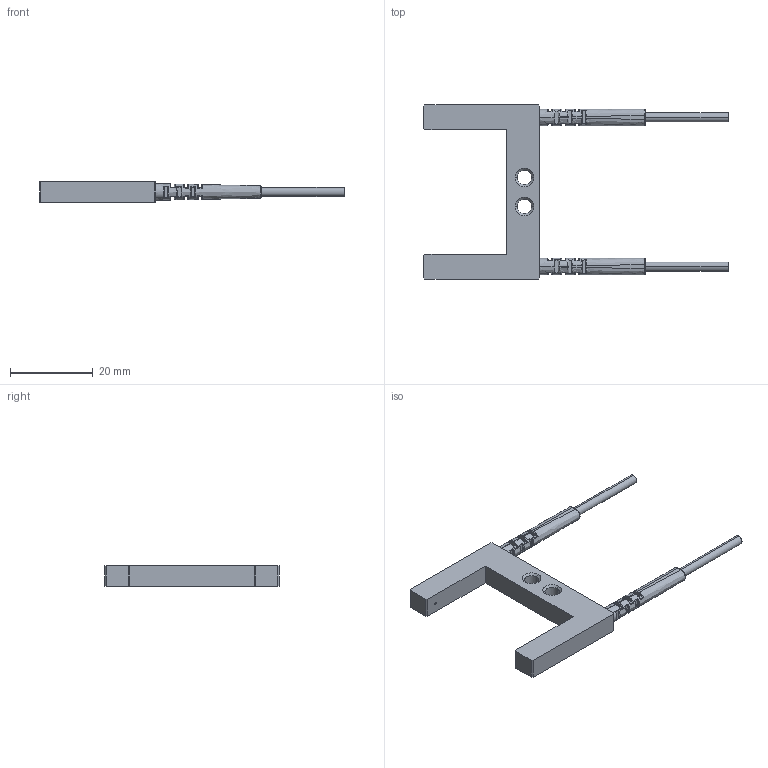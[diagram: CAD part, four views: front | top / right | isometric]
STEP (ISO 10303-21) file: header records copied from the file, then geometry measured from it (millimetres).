
FILE_DESCRIPTION((''),'2;1');
FILE_NAME('PUS-2030_ASM','2022-03-01T10:58:05',('Administrator'),(''),'CREO PARAMETRIC BY PTC INC, 2021023','CREO PARAMETRIC BY PTC INC, 2021023','');
FILE_SCHEMA(('CONFIG_CONTROL_DESIGN'));
Length unit declared in the file: millimetre
Products named in the file (3): PUS-2030; PUS-2030-1; PUS-2030_ASM
Assembly tree (3 placements, depth 2):
  PUS-2030_ASM
    PUS-2030
    PUS-2030-1  x2
Bounding box: 73.5 x 42 x 5 mm (x, y, z)
Volume: 2928.4 mm3; surface area: 3098.4 mm2
Topology: 3 solids, 5 shells, 290 faces, 734 edges, 464 vertices
Faces by surface type: bspline 172, plane 98, cylinder 12, cone 8
Entity records: 8399 total; most frequent: CARTESIAN_POINT 5177, ORIENTED_EDGE 812, EDGE_CURVE 406, DIRECTION 398, VERTEX_POINT 258, B_SPLINE_CURVE_WITH_KNOTS 234, EDGE_LOOP 174, FACE_OUTER_BOUND 162
